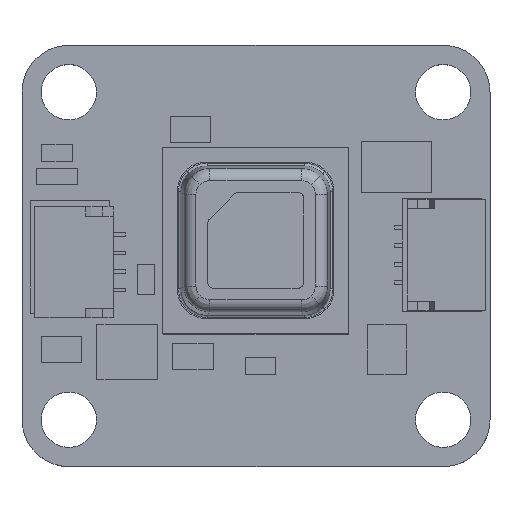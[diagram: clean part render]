
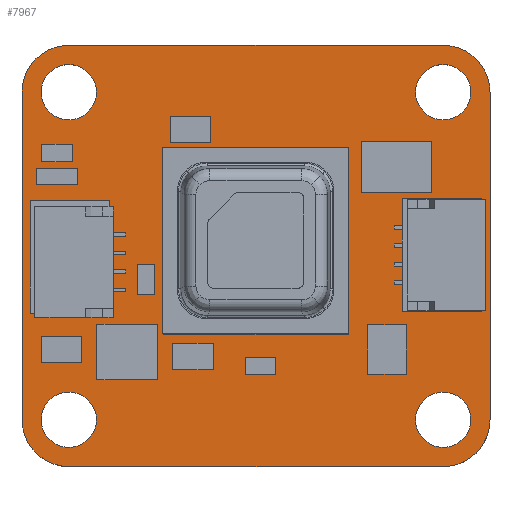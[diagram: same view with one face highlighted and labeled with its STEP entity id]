
A CAD part, top view. The second image highlights one B-rep face of the part: STEP entity #7967.
In plain terms, the highlighted planar face has unit normal (0, 0, 1).
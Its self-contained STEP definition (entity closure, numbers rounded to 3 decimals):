
#154=FACE_BOUND('',#1102,.T.);
#155=FACE_BOUND('',#1103,.T.);
#156=FACE_BOUND('',#1104,.T.);
#157=FACE_BOUND('',#1105,.T.);
#201=CIRCLE('',#8580,1.5);
#203=CIRCLE('',#8583,1.5);
#205=CIRCLE('',#8586,1.5);
#207=CIRCLE('',#8589,1.5);
#210=CIRCLE('',#8593,2.54);
#212=CIRCLE('',#8598,2.54);
#214=CIRCLE('',#8603,2.54);
#216=CIRCLE('',#8608,2.54);
#666=FACE_OUTER_BOUND('',#1101,.T.);
#1101=EDGE_LOOP('',(#5580,#5581,#5582,#5583,#5584,#5585,#5586,#5587,#5588,
#5589,#5590));
#1102=EDGE_LOOP('',(#5591));
#1103=EDGE_LOOP('',(#5592));
#1104=EDGE_LOOP('',(#5593));
#1105=EDGE_LOOP('',(#5594));
#1623=LINE('',#11432,#2617);
#1626=LINE('',#11438,#2620);
#1630=LINE('',#11450,#2624);
#1633=LINE('',#11456,#2627);
#1637=LINE('',#11468,#2631);
#1640=LINE('',#11474,#2634);
#1644=LINE('',#11484,#2638);
#2617=VECTOR('',#9330,10.);
#2620=VECTOR('',#9335,10.);
#2624=VECTOR('',#9347,10.);
#2627=VECTOR('',#9352,10.);
#2631=VECTOR('',#9364,10.);
#2634=VECTOR('',#9369,10.);
#2638=VECTOR('',#9381,10.);
#3572=VERTEX_POINT('',#11396);
#3574=VERTEX_POINT('',#11402);
#3576=VERTEX_POINT('',#11408);
#3578=VERTEX_POINT('',#11414);
#3582=VERTEX_POINT('',#11423);
#3583=VERTEX_POINT('',#11425);
#3585=VERTEX_POINT('',#11431);
#3587=VERTEX_POINT('',#11437);
#3589=VERTEX_POINT('',#11443);
#3591=VERTEX_POINT('',#11449);
#3593=VERTEX_POINT('',#11455);
#3595=VERTEX_POINT('',#11461);
#3597=VERTEX_POINT('',#11467);
#3599=VERTEX_POINT('',#11473);
#3601=VERTEX_POINT('',#11479);
#4328=EDGE_CURVE('',#3572,#3572,#201,.T.);
#4331=EDGE_CURVE('',#3574,#3574,#203,.T.);
#4334=EDGE_CURVE('',#3576,#3576,#205,.T.);
#4337=EDGE_CURVE('',#3578,#3578,#207,.T.);
#4342=EDGE_CURVE('',#3583,#3582,#210,.T.);
#4345=EDGE_CURVE('',#3585,#3583,#1623,.T.);
#4348=EDGE_CURVE('',#3587,#3585,#1626,.T.);
#4351=EDGE_CURVE('',#3589,#3587,#212,.T.);
#4354=EDGE_CURVE('',#3591,#3589,#1630,.T.);
#4357=EDGE_CURVE('',#3593,#3591,#1633,.T.);
#4360=EDGE_CURVE('',#3595,#3593,#214,.T.);
#4363=EDGE_CURVE('',#3597,#3595,#1637,.T.);
#4366=EDGE_CURVE('',#3599,#3597,#1640,.T.);
#4369=EDGE_CURVE('',#3601,#3599,#216,.T.);
#4372=EDGE_CURVE('',#3582,#3601,#1644,.T.);
#5580=ORIENTED_EDGE('',*,*,#4372,.T.);
#5581=ORIENTED_EDGE('',*,*,#4369,.T.);
#5582=ORIENTED_EDGE('',*,*,#4366,.T.);
#5583=ORIENTED_EDGE('',*,*,#4363,.T.);
#5584=ORIENTED_EDGE('',*,*,#4360,.T.);
#5585=ORIENTED_EDGE('',*,*,#4357,.T.);
#5586=ORIENTED_EDGE('',*,*,#4354,.T.);
#5587=ORIENTED_EDGE('',*,*,#4351,.T.);
#5588=ORIENTED_EDGE('',*,*,#4348,.T.);
#5589=ORIENTED_EDGE('',*,*,#4345,.T.);
#5590=ORIENTED_EDGE('',*,*,#4342,.T.);
#5591=ORIENTED_EDGE('',*,*,#4328,.T.);
#5592=ORIENTED_EDGE('',*,*,#4331,.T.);
#5593=ORIENTED_EDGE('',*,*,#4334,.T.);
#5594=ORIENTED_EDGE('',*,*,#4337,.T.);
#7575=PLANE('',#8610);
#7967=ADVANCED_FACE('',(#666,#154,#155,#156,#157),#7575,.T.);
#8580=AXIS2_PLACEMENT_3D('',#11397,#9293,#9294);
#8583=AXIS2_PLACEMENT_3D('',#11403,#9300,#9301);
#8586=AXIS2_PLACEMENT_3D('',#11409,#9307,#9308);
#8589=AXIS2_PLACEMENT_3D('',#11415,#9314,#9315);
#8593=AXIS2_PLACEMENT_3D('',#11426,#9324,#9325);
#8598=AXIS2_PLACEMENT_3D('',#11444,#9341,#9342);
#8603=AXIS2_PLACEMENT_3D('',#11462,#9358,#9359);
#8608=AXIS2_PLACEMENT_3D('',#11480,#9375,#9376);
#8610=AXIS2_PLACEMENT_3D('',#11485,#9382,#9383);
#9293=DIRECTION('center_axis',(0.,0.,-1.));
#9294=DIRECTION('ref_axis',(1.,0.,0.));
#9300=DIRECTION('center_axis',(0.,0.,-1.));
#9301=DIRECTION('ref_axis',(1.,0.,0.));
#9307=DIRECTION('center_axis',(0.,0.,-1.));
#9308=DIRECTION('ref_axis',(1.,0.,0.));
#9314=DIRECTION('center_axis',(0.,0.,-1.));
#9315=DIRECTION('ref_axis',(1.,0.,0.));
#9324=DIRECTION('center_axis',(0.,0.,1.));
#9325=DIRECTION('ref_axis',(-0.087,0.996,0.));
#9330=DIRECTION('',(-0.999,-0.044,0.));
#9335=DIRECTION('',(-1.,0.,0.));
#9341=DIRECTION('center_axis',(0.,0.,1.));
#9342=DIRECTION('ref_axis',(0.996,0.087,0.));
#9347=DIRECTION('',(-0.044,0.999,0.));
#9352=DIRECTION('',(0.,1.,0.));
#9358=DIRECTION('center_axis',(0.,0.,1.));
#9359=DIRECTION('ref_axis',(0.087,-0.996,0.));
#9364=DIRECTION('',(0.999,0.044,0.));
#9369=DIRECTION('',(1.,0.,0.));
#9375=DIRECTION('center_axis',(0.,0.,1.));
#9376=DIRECTION('ref_axis',(-1.,0.,0.));
#9381=DIRECTION('',(0.,-1.,0.));
#9382=DIRECTION('center_axis',(0.,0.,1.));
#9383=DIRECTION('ref_axis',(1.,0.,0.));
#11396=CARTESIAN_POINT('',(21.36,20.32,1.57));
#11397=CARTESIAN_POINT('Origin',(22.86,20.32,1.57));
#11402=CARTESIAN_POINT('',(21.36,2.54,1.57));
#11403=CARTESIAN_POINT('Origin',(22.86,2.54,1.57));
#11408=CARTESIAN_POINT('',(1.04,20.32,1.57));
#11409=CARTESIAN_POINT('Origin',(2.54,20.32,1.57));
#11414=CARTESIAN_POINT('',(1.04,2.54,1.57));
#11415=CARTESIAN_POINT('Origin',(2.54,2.54,1.57));
#11423=CARTESIAN_POINT('',(0.,20.32,1.57));
#11425=CARTESIAN_POINT('',(2.319,22.85,1.57));
#11426=CARTESIAN_POINT('Origin',(2.54,20.32,1.57));
#11431=CARTESIAN_POINT('',(2.54,22.86,1.57));
#11432=CARTESIAN_POINT('',(2.54,22.86,1.57));
#11437=CARTESIAN_POINT('',(22.86,22.86,1.57));
#11438=CARTESIAN_POINT('',(22.86,22.86,1.57));
#11443=CARTESIAN_POINT('',(25.39,20.541,1.57));
#11444=CARTESIAN_POINT('Origin',(22.86,20.32,1.57));
#11449=CARTESIAN_POINT('',(25.4,20.32,1.57));
#11450=CARTESIAN_POINT('',(25.4,20.32,1.57));
#11455=CARTESIAN_POINT('',(25.4,2.54,1.57));
#11456=CARTESIAN_POINT('',(25.4,2.54,1.57));
#11461=CARTESIAN_POINT('',(23.081,0.01,1.57));
#11462=CARTESIAN_POINT('Origin',(22.86,2.54,1.57));
#11467=CARTESIAN_POINT('',(22.86,0.,1.57));
#11468=CARTESIAN_POINT('',(22.86,0.,1.57));
#11473=CARTESIAN_POINT('',(2.54,0.,1.57));
#11474=CARTESIAN_POINT('',(2.54,0.,1.57));
#11479=CARTESIAN_POINT('',(0.,2.54,1.57));
#11480=CARTESIAN_POINT('Origin',(2.54,2.54,1.57));
#11484=CARTESIAN_POINT('',(0.,20.32,1.57));
#11485=CARTESIAN_POINT('Origin',(12.7,11.43,1.57));
